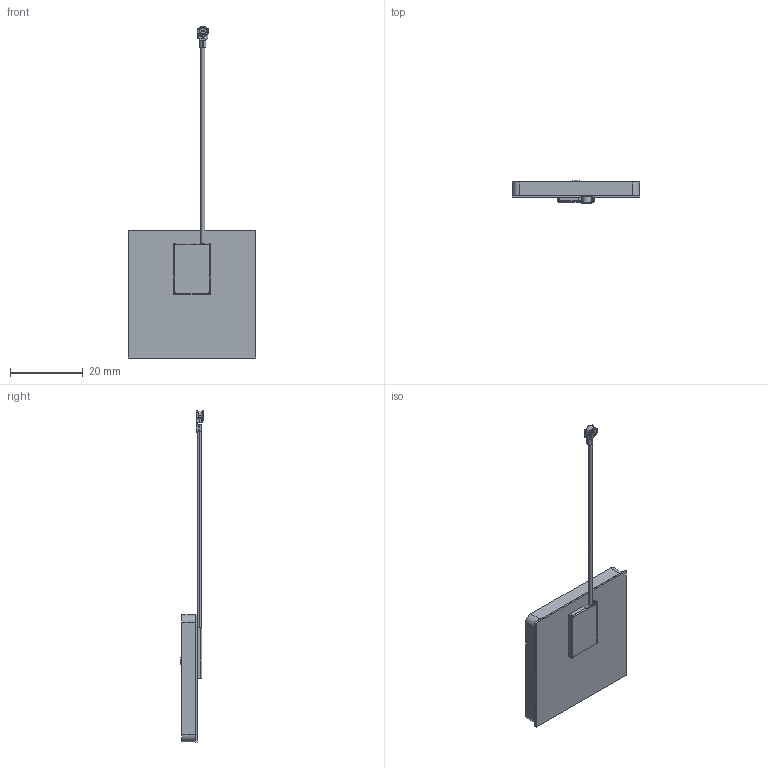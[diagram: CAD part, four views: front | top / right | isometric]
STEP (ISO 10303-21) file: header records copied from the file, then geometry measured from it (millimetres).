
FILE_DESCRIPTION (( 'STEP AP214' ), '1' );
FILE_NAME ('AP.35A.07.0054A.STEP', '2019-01-02T01:14:01', ( '' ), ( '' ), 'SwSTEP 2.0', 'SolidWorks 2017', '' );
FILE_SCHEMA (( 'AUTOMOTIVE_DESIGN' ));
Length unit declared in the file: millimetre
Products named in the file (11): 35x35 PCB; IPEX MHFI; 1.13 coaxial cable; IPEX MHFI_IPEX MHFI_1.13; Shielding case; 35x35Patch; AP.35A.07.0054A
Assembly tree (5 placements, depth 2):
  IPEX MHFI
  Shielding case
  AP.35A.07.0054A
    35x35Patch
    35x35 PCB
    Shielding case
    1.13 coaxial cable
    IPEX MHFI_IPEX MHFI_1.13
  35x35 PCB
  35x35Patch
Bounding box: 35.1 x 6.6 x 91.44 mm (x, y, z)
Volume: 5259.1 mm3; surface area: 6157 mm2
Topology: 5 solids, 5 shells, 282 faces, 763 edges, 496 vertices
Faces by surface type: plane 175, cylinder 79, bspline 22, torus 4, sphere 2
Entity records: 10773 total; most frequent: CARTESIAN_POINT 3333, ORIENTED_EDGE 1526, DIRECTION 1346, EDGE_CURVE 763, LINE 520, VECTOR 520, VERTEX_POINT 496, AXIS2_PLACEMENT_3D 413
